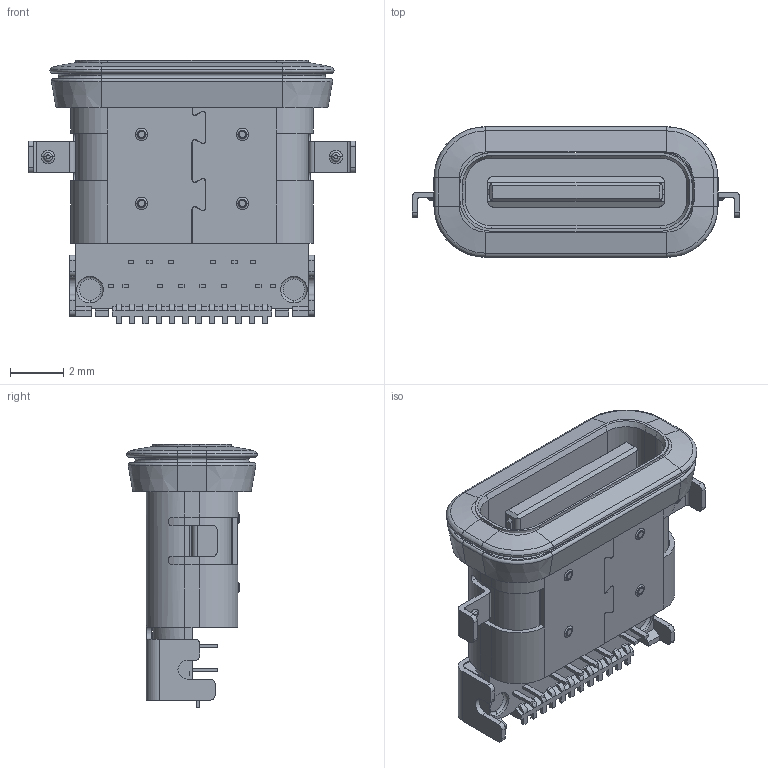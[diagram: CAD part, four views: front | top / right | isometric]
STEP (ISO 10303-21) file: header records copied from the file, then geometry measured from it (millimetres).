
FILE_DESCRIPTION (( 'STEP AP214' ), '1' );
FILE_NAME ('FUS625-FSBK6M_REF1.STEP', '2024-08-01T03:27:18', ( '' ), ( '' ), 'SwSTEP 2.0', 'SolidWorks 2021', '' );
FILE_SCHEMA (( 'AUTOMOTIVE_DESIGN' ));
Length unit declared in the file: millimetre
Products named in the file (1): FUS625-FSBK6M_REF1
Bounding box: 12.35 x 4.92 x 9.94 mm (x, y, z)
Volume: 195.8 mm3; surface area: 972.7 mm2
Topology: 2 solids, 2 shells, 678 faces, 1799 edges, 1156 vertices
Faces by surface type: plane 385, cylinder 197, torus 84, cone 12
Entity records: 26039 total; most frequent: CARTESIAN_POINT 3890, DIRECTION 3658, ORIENTED_EDGE 3598, EDGE_CURVE 1799, AXIS2_PLACEMENT_3D 1231, LINE 1196, VECTOR 1196, VERTEX_POINT 1156
